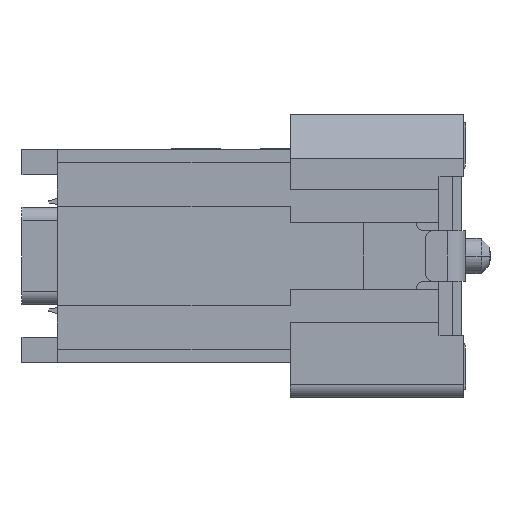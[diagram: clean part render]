
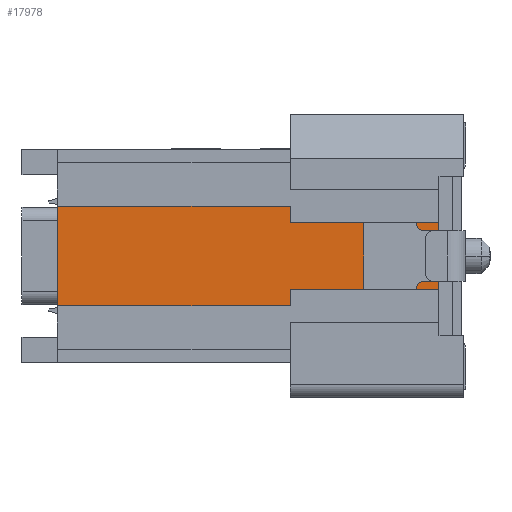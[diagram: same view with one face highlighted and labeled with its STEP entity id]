
A CAD part, left-side view. The second image highlights one B-rep face of the part: STEP entity #17978.
In plain terms, the highlighted planar face has unit normal (-1, 0, 0).
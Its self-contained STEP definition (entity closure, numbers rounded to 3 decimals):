
#3200=DIRECTION('',(0.,-1.,0.));
#3201=VECTOR('',#3200,5.25);
#3202=CARTESIAN_POINT('',(-11.96,4.175,-1.125));
#3203=LINE('',#3202,#3201);
#3264=DIRECTION('',(0.,0.,-1.));
#3265=VECTOR('',#3264,1.5);
#3266=CARTESIAN_POINT('',(-11.96,-4.425,0.75));
#3267=LINE('',#3266,#3265);
#3268=DIRECTION('',(0.,1.,0.));
#3269=VECTOR('',#3268,0.45);
#3270=CARTESIAN_POINT('',(-11.96,-4.425,-0.75));
#3271=LINE('',#3270,#3269);
#3272=DIRECTION('',(0.,1.,0.));
#3273=VECTOR('',#3272,2.9);
#3274=CARTESIAN_POINT('',(-11.96,-3.975,-1.05));
#3275=LINE('',#3274,#3273);
#3276=DIRECTION('',(0.,0.,1.));
#3277=VECTOR('',#3276,0.075);
#3278=CARTESIAN_POINT('',(-11.96,-1.075,-1.125));
#3279=LINE('',#3278,#3277);
#3280=DIRECTION('',(0.,0.,1.));
#3281=VECTOR('',#3280,2.25);
#3282=CARTESIAN_POINT('',(-11.96,4.175,-1.125));
#3283=LINE('',#3282,#3281);
#3284=DIRECTION('',(0.,0.,1.));
#3285=VECTOR('',#3284,0.075);
#3286=CARTESIAN_POINT('',(-11.96,-1.075,1.05));
#3287=LINE('',#3286,#3285);
#3328=DIRECTION('',(0.,1.,0.));
#3329=VECTOR('',#3328,0.45);
#3330=CARTESIAN_POINT('',(-11.96,-4.425,0.75));
#3331=LINE('',#3330,#3329);
#3340=DIRECTION('',(0.,0.,1.));
#3341=VECTOR('',#3340,0.3);
#3342=CARTESIAN_POINT('',(-11.96,-3.975,0.75));
#3343=LINE('',#3342,#3341);
#3356=DIRECTION('',(0.,1.,0.));
#3357=VECTOR('',#3356,2.9);
#3358=CARTESIAN_POINT('',(-11.96,-3.975,1.05));
#3359=LINE('',#3358,#3357);
#3595=DIRECTION('',(0.,1.,0.));
#3596=VECTOR('',#3595,5.25);
#3597=CARTESIAN_POINT('',(-11.96,-1.075,1.125));
#3598=LINE('',#3597,#3596);
#8771=DIRECTION('',(0.,0.,1.));
#8772=VECTOR('',#8771,0.3);
#8773=CARTESIAN_POINT('',(-11.96,-3.975,-1.05));
#8774=LINE('',#8773,#8772);
#11796=CARTESIAN_POINT('',(-11.96,-3.975,-0.75));
#11798=VERTEX_POINT('',#11796);
#11799=CARTESIAN_POINT('',(-11.96,-4.425,-0.75));
#11800=VERTEX_POINT('',#11799);
#11869=CARTESIAN_POINT('',(-11.96,-3.975,-1.05));
#11870=VERTEX_POINT('',#11869);
#11871=CARTESIAN_POINT('',(-11.96,-3.975,0.75));
#11872=CARTESIAN_POINT('',(-11.96,-3.975,1.05));
#11873=VERTEX_POINT('',#11871);
#11874=VERTEX_POINT('',#11872);
#11875=CARTESIAN_POINT('',(-11.96,-4.425,0.75));
#11876=VERTEX_POINT('',#11875);
#12767=CARTESIAN_POINT('',(-11.96,-1.075,-1.05));
#12768=VERTEX_POINT('',#12767);
#12773=CARTESIAN_POINT('',(-11.96,-1.075,1.05));
#12774=VERTEX_POINT('',#12773);
#12799=CARTESIAN_POINT('',(-11.96,-1.075,-1.125));
#12800=VERTEX_POINT('',#12799);
#12801=CARTESIAN_POINT('',(-11.96,4.175,-1.125));
#12802=VERTEX_POINT('',#12801);
#12807=CARTESIAN_POINT('',(-11.96,-1.075,1.125));
#12808=VERTEX_POINT('',#12807);
#12809=CARTESIAN_POINT('',(-11.96,4.175,1.125));
#12810=VERTEX_POINT('',#12809);
#17950=CARTESIAN_POINT('',(-11.96,4.175,0.75));
#17951=DIRECTION('',(1.,0.,0.));
#17952=DIRECTION('',(0.,0.,-1.));
#17953=AXIS2_PLACEMENT_3D('',#17950,#17951,#17952);
#17954=PLANE('',#17953);
#17956=ORIENTED_EDGE('',*,*,#17955,.T.);
#17958=ORIENTED_EDGE('',*,*,#17957,.T.);
#17960=ORIENTED_EDGE('',*,*,#17959,.F.);
#17962=ORIENTED_EDGE('',*,*,#17961,.T.);
#17963=ORIENTED_EDGE('',*,*,#17920,.F.);
#17964=ORIENTED_EDGE('',*,*,#17846,.F.);
#17966=ORIENTED_EDGE('',*,*,#17965,.T.);
#17968=ORIENTED_EDGE('',*,*,#17967,.F.);
#17969=ORIENTED_EDGE('',*,*,#17943,.F.);
#17971=ORIENTED_EDGE('',*,*,#17970,.F.);
#17973=ORIENTED_EDGE('',*,*,#17972,.F.);
#17975=ORIENTED_EDGE('',*,*,#17974,.F.);
#17976=EDGE_LOOP('',(#17956,#17958,#17960,#17962,#17963,#17964,#17966,#17968,
#17969,#17971,#17973,#17975));
#17977=FACE_OUTER_BOUND('',#17976,.F.);
#17978=ADVANCED_FACE('',(#17977),#17954,.F.);
#17846=EDGE_CURVE('',#12802,#12800,#3203,.T.);
#17920=EDGE_CURVE('',#12800,#12768,#3279,.T.);
#17943=EDGE_CURVE('',#12774,#12808,#3287,.T.);
#17955=EDGE_CURVE('',#11876,#11800,#3267,.T.);
#17957=EDGE_CURVE('',#11800,#11798,#3271,.T.);
#17959=EDGE_CURVE('',#11870,#11798,#8774,.T.);
#17961=EDGE_CURVE('',#11870,#12768,#3275,.T.);
#17965=EDGE_CURVE('',#12802,#12810,#3283,.T.);
#17967=EDGE_CURVE('',#12808,#12810,#3598,.T.);
#17970=EDGE_CURVE('',#11874,#12774,#3359,.T.);
#17972=EDGE_CURVE('',#11873,#11874,#3343,.T.);
#17974=EDGE_CURVE('',#11876,#11873,#3331,.T.);
